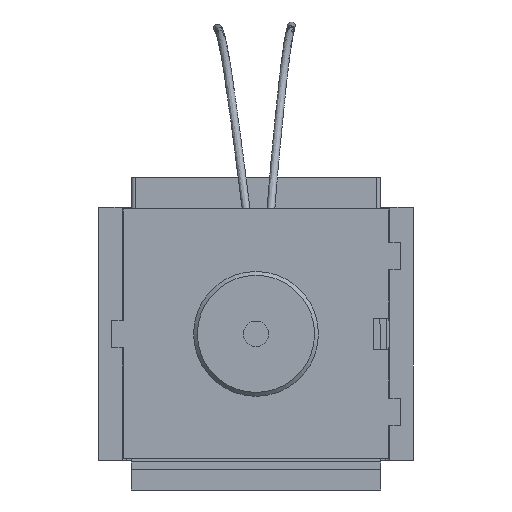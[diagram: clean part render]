
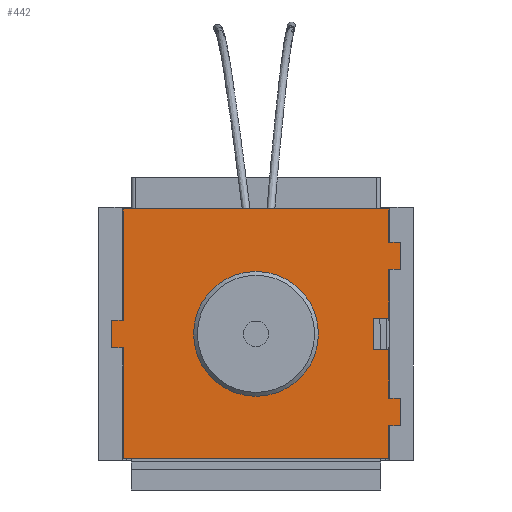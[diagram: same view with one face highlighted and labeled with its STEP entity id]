
A CAD part, front view. The second image highlights one B-rep face of the part: STEP entity #442.
In plain terms, the highlighted planar face has unit normal (0, -1, 0).
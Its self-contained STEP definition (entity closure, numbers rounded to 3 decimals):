
#442 = ADVANCED_FACE( '', ( #1110, #1111 ), #1112, .F. );
#1110 = FACE_BOUND( '', #2077, .T. );
#1111 = FACE_OUTER_BOUND( '', #2078, .T. );
#1112 = PLANE( '', #2079 );
#2077 = EDGE_LOOP( '', ( #3587 ) );
#2078 = EDGE_LOOP( '', ( #3588, #3589, #3590, #3591, #3592, #3593, #3594, #3595, #3596, #3597, #3598, #3599, #3600, #3601, #3602, #3603, #3604, #3605, #3606, #3607 ) );
#2079 = AXIS2_PLACEMENT_3D( '', #3608, #3609, #3610 );
#3587 = ORIENTED_EDGE( '', *, *, #5977, .T. );
#3588 = ORIENTED_EDGE( '', *, *, #6215, .T. );
#3589 = ORIENTED_EDGE( '', *, *, #6216, .F. );
#3590 = ORIENTED_EDGE( '', *, *, #6217, .T. );
#3591 = ORIENTED_EDGE( '', *, *, #6218, .T. );
#3592 = ORIENTED_EDGE( '', *, *, #6219, .F. );
#3593 = ORIENTED_EDGE( '', *, *, #6163, .T. );
#3594 = ORIENTED_EDGE( '', *, *, #6220, .T. );
#3595 = ORIENTED_EDGE( '', *, *, #6221, .F. );
#3596 = ORIENTED_EDGE( '', *, *, #6222, .T. );
#3597 = ORIENTED_EDGE( '', *, *, #6223, .T. );
#3598 = ORIENTED_EDGE( '', *, *, #6224, .F. );
#3599 = ORIENTED_EDGE( '', *, *, #6225, .T. );
#3600 = ORIENTED_EDGE( '', *, *, #6226, .T. );
#3601 = ORIENTED_EDGE( '', *, *, #6227, .T. );
#3602 = ORIENTED_EDGE( '', *, *, #6228, .T. );
#3603 = ORIENTED_EDGE( '', *, *, #6229, .T. );
#3604 = ORIENTED_EDGE( '', *, *, #6230, .T. );
#3605 = ORIENTED_EDGE( '', *, *, #6231, .T. );
#3606 = ORIENTED_EDGE( '', *, *, #6232, .F. );
#3607 = ORIENTED_EDGE( '', *, *, #6233, .T. );
#3608 = CARTESIAN_POINT( '', ( -18.5, -4., 16. ) );
#3609 = DIRECTION( '', ( 0., 1., 0. ) );
#3610 = DIRECTION( '', ( 0., 0., 1. ) );
#5977 = EDGE_CURVE( '', #6964, #6964, #6965, .T. );
#6163 = EDGE_CURVE( '', #7311, #7312, #7313, .T. );
#6215 = EDGE_CURVE( '', #7395, #7396, #7397, .T. );
#6216 = EDGE_CURVE( '', #7398, #7396, #7399, .T. );
#6217 = EDGE_CURVE( '', #7398, #7400, #7401, .T. );
#6218 = EDGE_CURVE( '', #7400, #7402, #7403, .T. );
#6219 = EDGE_CURVE( '', #7311, #7402, #7404, .T. );
#6220 = EDGE_CURVE( '', #7312, #7405, #7406, .T. );
#6221 = EDGE_CURVE( '', #7407, #7405, #7408, .T. );
#6222 = EDGE_CURVE( '', #7407, #7409, #7410, .T. );
#6223 = EDGE_CURVE( '', #7409, #7411, #7412, .T. );
#6224 = EDGE_CURVE( '', #7413, #7411, #7414, .T. );
#6225 = EDGE_CURVE( '', #7413, #7415, #7416, .T. );
#6226 = EDGE_CURVE( '', #7415, #7417, #7418, .T. );
#6227 = EDGE_CURVE( '', #7417, #7419, #7420, .T. );
#6228 = EDGE_CURVE( '', #7419, #7421, #7422, .T. );
#6229 = EDGE_CURVE( '', #7421, #7423, #7424, .T. );
#6230 = EDGE_CURVE( '', #7423, #7425, #7426, .T. );
#6231 = EDGE_CURVE( '', #7425, #7427, #7428, .T. );
#6232 = EDGE_CURVE( '', #7429, #7427, #7430, .T. );
#6233 = EDGE_CURVE( '', #7429, #7395, #7431, .T. );
#6964 = VERTEX_POINT( '', #8437 );
#6965 = CIRCLE( '', #8438, 8. );
#7311 = VERTEX_POINT( '', #9235 );
#7312 = VERTEX_POINT( '', #9236 );
#7313 = LINE( '', #9237, #9238 );
#7395 = VERTEX_POINT( '', #9379 );
#7396 = VERTEX_POINT( '', #9380 );
#7397 = LINE( '', #9381, #9382 );
#7398 = VERTEX_POINT( '', #9383 );
#7399 = LINE( '', #9384, #9385 );
#7400 = VERTEX_POINT( '', #9386 );
#7401 = LINE( '', #9387, #9388 );
#7402 = VERTEX_POINT( '', #9389 );
#7403 = LINE( '', #9390, #9391 );
#7404 = LINE( '', #9392, #9393 );
#7405 = VERTEX_POINT( '', #9394 );
#7406 = LINE( '', #9395, #9396 );
#7407 = VERTEX_POINT( '', #9397 );
#7408 = LINE( '', #9398, #9399 );
#7409 = VERTEX_POINT( '', #9400 );
#7410 = LINE( '', #9401, #9402 );
#7411 = VERTEX_POINT( '', #9403 );
#7412 = LINE( '', #9404, #9405 );
#7413 = VERTEX_POINT( '', #9406 );
#7414 = LINE( '', #9407, #9408 );
#7415 = VERTEX_POINT( '', #9409 );
#7416 = LINE( '', #9410, #9411 );
#7417 = VERTEX_POINT( '', #9412 );
#7418 = LINE( '', #9413, #9414 );
#7419 = VERTEX_POINT( '', #9415 );
#7420 = LINE( '', #9416, #9417 );
#7421 = VERTEX_POINT( '', #9418 );
#7422 = LINE( '', #9419, #9420 );
#7423 = VERTEX_POINT( '', #9421 );
#7424 = LINE( '', #9422, #9423 );
#7425 = VERTEX_POINT( '', #9424 );
#7426 = LINE( '', #9425, #9426 );
#7427 = VERTEX_POINT( '', #9427 );
#7428 = LINE( '', #9428, #9429 );
#7429 = VERTEX_POINT( '', #9430 );
#7430 = LINE( '', #9431, #9432 );
#7431 = LINE( '', #9433, #9434 );
#8437 = CARTESIAN_POINT( '', ( 0., -4., 8. ) );
#8438 = AXIS2_PLACEMENT_3D( '', #11108, #11109, #11110 );
#9235 = CARTESIAN_POINT( '', ( -18.5, -4., -1.75 ) );
#9236 = CARTESIAN_POINT( '', ( -17., -4., -1.75 ) );
#9237 = CARTESIAN_POINT( '', ( -18.5, -4., -1.75 ) );
#9238 = VECTOR( '', #11165, 1000. );
#9379 = CARTESIAN_POINT( '', ( 17., -4., 11.75 ) );
#9380 = CARTESIAN_POINT( '', ( 17., -4., 16. ) );
#9381 = CARTESIAN_POINT( '', ( 17., -4., 16. ) );
#9382 = VECTOR( '', #11204, 1000. );
#9383 = CARTESIAN_POINT( '', ( -17., -4., 16. ) );
#9384 = CARTESIAN_POINT( '', ( -18.5, -4., 16. ) );
#9385 = VECTOR( '', #11205, 1000. );
#9386 = CARTESIAN_POINT( '', ( -17., -4., 1.75 ) );
#9387 = CARTESIAN_POINT( '', ( -17., -4., 16. ) );
#9388 = VECTOR( '', #11206, 1000. );
#9389 = CARTESIAN_POINT( '', ( -18.5, -4., 1.75 ) );
#9390 = CARTESIAN_POINT( '', ( -17., -4., 1.75 ) );
#9391 = VECTOR( '', #11207, 1000. );
#9392 = CARTESIAN_POINT( '', ( -18.5, -4., -16. ) );
#9393 = VECTOR( '', #11208, 1000. );
#9394 = CARTESIAN_POINT( '', ( -17., -4., -16. ) );
#9395 = CARTESIAN_POINT( '', ( -17., -4., -1.75 ) );
#9396 = VECTOR( '', #11209, 1000. );
#9397 = CARTESIAN_POINT( '', ( 17., -4., -16. ) );
#9398 = CARTESIAN_POINT( '', ( 18.5, -4., -16. ) );
#9399 = VECTOR( '', #11210, 1000. );
#9400 = CARTESIAN_POINT( '', ( 17., -4., -11.75 ) );
#9401 = CARTESIAN_POINT( '', ( 17., -4., -11.75 ) );
#9402 = VECTOR( '', #11211, 1000. );
#9403 = CARTESIAN_POINT( '', ( 18.5, -4., -11.75 ) );
#9404 = CARTESIAN_POINT( '', ( 18.5, -4., -11.75 ) );
#9405 = VECTOR( '', #11212, 1000. );
#9406 = CARTESIAN_POINT( '', ( 18.5, -4., -8.25 ) );
#9407 = CARTESIAN_POINT( '', ( 18.5, -4., 16. ) );
#9408 = VECTOR( '', #11213, 1000. );
#9409 = CARTESIAN_POINT( '', ( 17., -4., -8.25 ) );
#9410 = CARTESIAN_POINT( '', ( 17., -4., -8.25 ) );
#9411 = VECTOR( '', #11214, 1000. );
#9412 = CARTESIAN_POINT( '', ( 17., -4., -2. ) );
#9413 = CARTESIAN_POINT( '', ( 17., -4., -2. ) );
#9414 = VECTOR( '', #11215, 1000. );
#9415 = CARTESIAN_POINT( '', ( 15., -4., -2. ) );
#9416 = CARTESIAN_POINT( '', ( 15., -4., -2. ) );
#9417 = VECTOR( '', #11216, 1000. );
#9418 = CARTESIAN_POINT( '', ( 15., -4., 2. ) );
#9419 = CARTESIAN_POINT( '', ( 15., -4., 2. ) );
#9420 = VECTOR( '', #11217, 1000. );
#9421 = CARTESIAN_POINT( '', ( 17., -4., 2. ) );
#9422 = CARTESIAN_POINT( '', ( 17., -4., 2. ) );
#9423 = VECTOR( '', #11218, 1000. );
#9424 = CARTESIAN_POINT( '', ( 17., -4., 8.25 ) );
#9425 = CARTESIAN_POINT( '', ( 17., -4., 8.25 ) );
#9426 = VECTOR( '', #11219, 1000. );
#9427 = CARTESIAN_POINT( '', ( 18.5, -4., 8.25 ) );
#9428 = CARTESIAN_POINT( '', ( 18.5, -4., 8.25 ) );
#9429 = VECTOR( '', #11220, 1000. );
#9430 = CARTESIAN_POINT( '', ( 18.5, -4., 11.75 ) );
#9431 = CARTESIAN_POINT( '', ( 18.5, -4., 16. ) );
#9432 = VECTOR( '', #11221, 1000. );
#9433 = CARTESIAN_POINT( '', ( 17., -4., 11.75 ) );
#9434 = VECTOR( '', #11222, 1000. );
#11108 = CARTESIAN_POINT( '', ( 0., -4., 0. ) );
#11109 = DIRECTION( '', ( 0., 1., 0. ) );
#11110 = DIRECTION( '', ( 0., 0., 1. ) );
#11165 = DIRECTION( '', ( 1., 0., 0. ) );
#11204 = DIRECTION( '', ( 0., 0., 1. ) );
#11205 = DIRECTION( '', ( 1., 0., 0. ) );
#11206 = DIRECTION( '', ( 0., 0., -1. ) );
#11207 = DIRECTION( '', ( -1., 0., 0. ) );
#11208 = DIRECTION( '', ( 0., 0., 1. ) );
#11209 = DIRECTION( '', ( 0., 0., -1. ) );
#11210 = DIRECTION( '', ( -1., 0., 0. ) );
#11211 = DIRECTION( '', ( 0., 0., 1. ) );
#11212 = DIRECTION( '', ( 1., 0., 0. ) );
#11213 = DIRECTION( '', ( 0., 0., -1. ) );
#11214 = DIRECTION( '', ( -1., 0., 0. ) );
#11215 = DIRECTION( '', ( 0., 0., 1. ) );
#11216 = DIRECTION( '', ( -1., 0., 0. ) );
#11217 = DIRECTION( '', ( 0., 0., 1. ) );
#11218 = DIRECTION( '', ( 1., 0., 0. ) );
#11219 = DIRECTION( '', ( 0., 0., 1. ) );
#11220 = DIRECTION( '', ( 1., 0., 0. ) );
#11221 = DIRECTION( '', ( 0., 0., -1. ) );
#11222 = DIRECTION( '', ( -1., 0., 0. ) );
